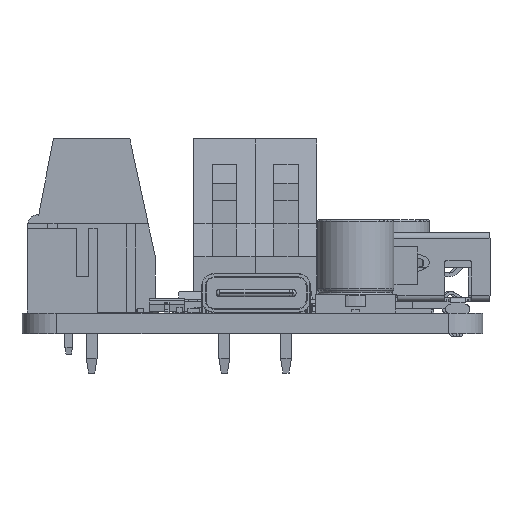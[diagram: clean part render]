
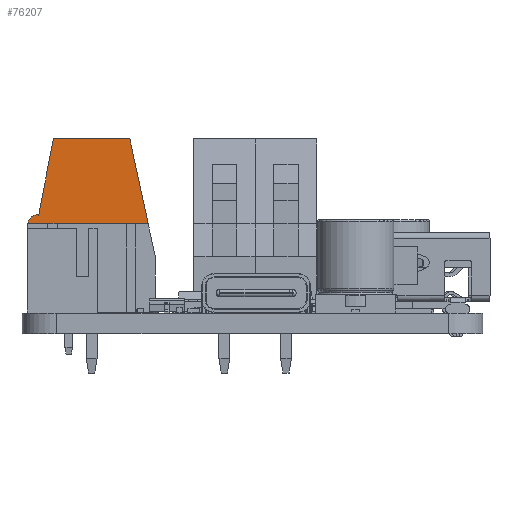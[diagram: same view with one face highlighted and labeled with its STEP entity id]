
A CAD part, left-side view. The second image highlights one B-rep face of the part: STEP entity #76207.
In plain terms, the highlighted face is planar.
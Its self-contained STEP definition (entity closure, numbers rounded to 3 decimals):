
#76207 = ADVANCED_FACE('',(#76208),#76260,.F.);
#76208 = FACE_BOUND('',#76209,.T.);
#76209 = EDGE_LOOP('',(#76210,#76220,#76229,#76238,#76246,#76254));
#76210 = ORIENTED_EDGE('',*,*,#76211,.F.);
#76211 = EDGE_CURVE('',#76212,#76214,#76216,.T.);
#76212 = VERTEX_POINT('',#76213);
#76213 = CARTESIAN_POINT('',(-73.756,14.616,
    33.578));
#76214 = VERTEX_POINT('',#76215);
#76215 = CARTESIAN_POINT('',(-73.756,15.835,
    39.851));
#76216 = LINE('',#76217,#76218);
#76217 = CARTESIAN_POINT('',(-73.756,14.616,
    33.578));
#76218 = VECTOR('',#76219,1.);
#76219 = DIRECTION('',(0.,0.191,0.982));
#76220 = ORIENTED_EDGE('',*,*,#76221,.F.);
#76221 = EDGE_CURVE('',#76222,#76212,#76224,.T.);
#76222 = VERTEX_POINT('',#76223);
#76223 = CARTESIAN_POINT('',(-73.756,14.475,
    33.591));
#76224 = CIRCLE('',#76225,0.74);
#76225 = AXIS2_PLACEMENT_3D('',#76226,#76227,#76228);
#76226 = CARTESIAN_POINT('',(-73.756,14.475,
    32.851));
#76227 = DIRECTION('',(-1.,0.,0.));
#76228 = DIRECTION('',(0.,1.,0.));
#76229 = ORIENTED_EDGE('',*,*,#76230,.F.);
#76230 = EDGE_CURVE('',#76231,#76222,#76233,.T.);
#76231 = VERTEX_POINT('',#76232);
#76232 = CARTESIAN_POINT('',(-73.756,13.735,
    32.851));
#76233 = CIRCLE('',#76234,0.74);
#76234 = AXIS2_PLACEMENT_3D('',#76235,#76236,#76237);
#76235 = CARTESIAN_POINT('',(-73.756,14.475,
    32.851));
#76236 = DIRECTION('',(-1.,0.,0.));
#76237 = DIRECTION('',(0.,1.,0.));
#76238 = ORIENTED_EDGE('',*,*,#76239,.F.);
#76239 = EDGE_CURVE('',#76240,#76231,#76242,.T.);
#76240 = VERTEX_POINT('',#76241);
#76241 = CARTESIAN_POINT('',(-73.756,23.651,
    32.851));
#76242 = LINE('',#76243,#76244);
#76243 = CARTESIAN_POINT('',(-73.756,23.651,
    32.851));
#76244 = VECTOR('',#76245,1.);
#76245 = DIRECTION('',(0.,-1.,0.));
#76246 = ORIENTED_EDGE('',*,*,#76247,.F.);
#76247 = EDGE_CURVE('',#76248,#76240,#76250,.T.);
#76248 = VERTEX_POINT('',#76249);
#76249 = CARTESIAN_POINT('',(-73.756,22.135,
    39.851));
#76250 = LINE('',#76251,#76252);
#76251 = CARTESIAN_POINT('',(-73.756,22.135,
    39.851));
#76252 = VECTOR('',#76253,1.);
#76253 = DIRECTION('',(0.,0.212,-0.977));
#76254 = ORIENTED_EDGE('',*,*,#76255,.F.);
#76255 = EDGE_CURVE('',#76214,#76248,#76256,.T.);
#76256 = LINE('',#76257,#76258);
#76257 = CARTESIAN_POINT('',(-73.756,15.835,
    39.851));
#76258 = VECTOR('',#76259,1.);
#76259 = DIRECTION('',(0.,1.,0.));
#76260 = PLANE('',#76261);
#76261 = AXIS2_PLACEMENT_3D('',#76262,#76263,#76264);
#76262 = CARTESIAN_POINT('',(-73.756,14.475,
    32.851));
#76263 = DIRECTION('',(-1.,0.,0.));
#76264 = DIRECTION('',(0.,0.,1.));
